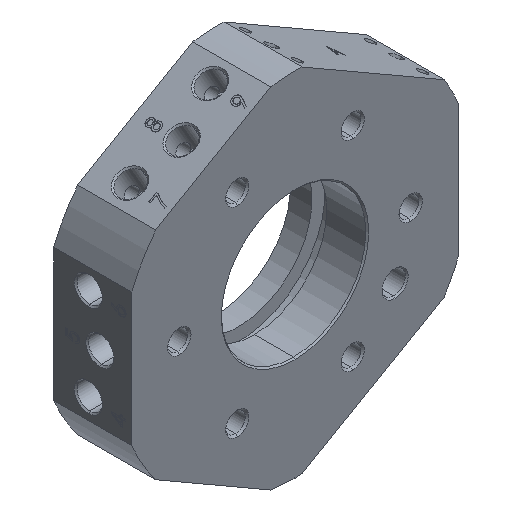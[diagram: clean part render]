
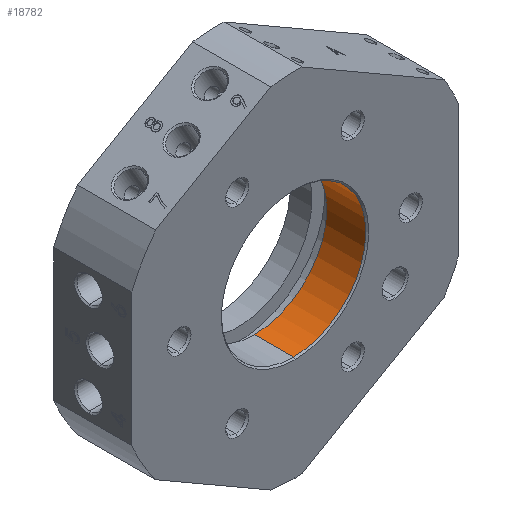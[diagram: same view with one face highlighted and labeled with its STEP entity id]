
A CAD part, isometric view. The second image highlights one B-rep face of the part: STEP entity #18782.
In plain terms, the highlighted cylindrical face has radius 25 mm (diameter 50 mm), a partial arc.
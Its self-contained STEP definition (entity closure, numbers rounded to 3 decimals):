
#356 = CIRCLE ( 'NONE', #24643, 25. ) ;
#381 = DIRECTION ( 'NONE',  ( 0., -1., 0. ) ) ;
#2308 = CARTESIAN_POINT ( 'NONE',  ( 0., 6.5, -25. ) ) ;
#3683 = LINE ( 'NONE', #5697, #17948 ) ;
#4655 = DIRECTION ( 'NONE',  ( 0., 1., 0. ) ) ;
#5160 = DIRECTION ( 'NONE',  ( 0., -1., 0. ) ) ;
#5697 = CARTESIAN_POINT ( 'NONE',  ( 0., 6.5, 25. ) ) ;
#6637 = VERTEX_POINT ( 'NONE', #8531 ) ;
#7678 = LINE ( 'NONE', #2308, #13294 ) ;
#8137 = EDGE_CURVE ( 'NONE', #18940, #6637, #16758, .T. ) ;
#8531 = CARTESIAN_POINT ( 'NONE',  ( 0., 0.5, 25. ) ) ;
#11467 = VERTEX_POINT ( 'NONE', #11918 ) ;
#11918 = CARTESIAN_POINT ( 'NONE',  ( 0., 14., 25. ) ) ;
#12634 = DIRECTION ( 'NONE',  ( 0., 0., 1. ) ) ;
#13294 = VECTOR ( 'NONE', #13994, 1000. ) ;
#13994 = DIRECTION ( 'NONE',  ( 0., -1., 0. ) ) ;
#14138 = CARTESIAN_POINT ( 'NONE',  ( 0., 6.5, 0. ) ) ;
#15519 = CARTESIAN_POINT ( 'NONE',  ( 0., 14., 0. ) ) ;
#16758 = CIRCLE ( 'NONE', #31531, 25. ) ;
#17948 = VECTOR ( 'NONE', #25054, 1000. ) ;
#18777 = EDGE_CURVE ( 'NONE', #11467, #6637, #3683, .T. ) ;
#18782 = ADVANCED_FACE ( 'NONE', ( #26169 ), #23173, .F. ) ;
#18940 = VERTEX_POINT ( 'NONE', #25885 ) ;
#20817 = CARTESIAN_POINT ( 'NONE',  ( 0., 14., -25. ) ) ;
#21379 = CARTESIAN_POINT ( 'NONE',  ( 0., 0.5, 0. ) ) ;
#23173 = CYLINDRICAL_SURFACE ( 'NONE', #29550, 25. ) ;
#23320 = ORIENTED_EDGE ( 'NONE', *, *, #31193, .T. ) ;
#24396 = DIRECTION ( 'NONE',  ( 0., 0., 1. ) ) ;
#24643 = AXIS2_PLACEMENT_3D ( 'NONE', #15519, #4655, #12634 ) ;
#25054 = DIRECTION ( 'NONE',  ( 0., -1., 0. ) ) ;
#25395 = ORIENTED_EDGE ( 'NONE', *, *, #18777, .F. ) ;
#25885 = CARTESIAN_POINT ( 'NONE',  ( 0., 0.5, -25. ) ) ;
#26097 = EDGE_LOOP ( 'NONE', ( #25395, #23320, #31340, #31115 ) ) ;
#26169 = FACE_OUTER_BOUND ( 'NONE', #26097, .T. ) ;
#28315 = DIRECTION ( 'NONE',  ( 0., 0., -1. ) ) ;
#29550 = AXIS2_PLACEMENT_3D ( 'NONE', #14138, #381, #28315 ) ;
#30717 = EDGE_CURVE ( 'NONE', #31464, #18940, #7678, .T. ) ;
#31115 = ORIENTED_EDGE ( 'NONE', *, *, #8137, .T. ) ;
#31193 = EDGE_CURVE ( 'NONE', #11467, #31464, #356, .T. ) ;
#31340 = ORIENTED_EDGE ( 'NONE', *, *, #30717, .T. ) ;
#31464 = VERTEX_POINT ( 'NONE', #20817 ) ;
#31531 = AXIS2_PLACEMENT_3D ( 'NONE', #21379, #5160, #24396 ) ;
